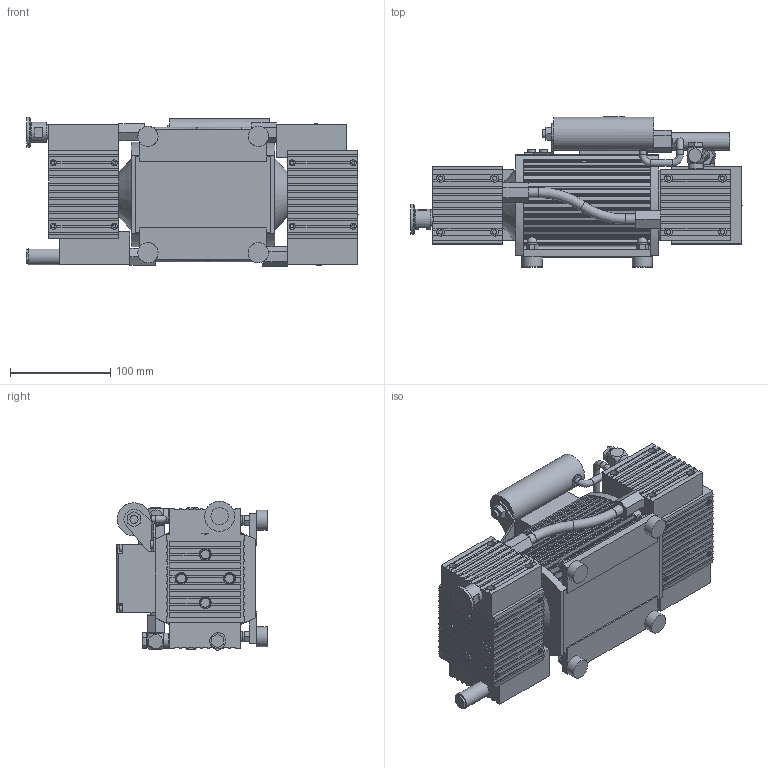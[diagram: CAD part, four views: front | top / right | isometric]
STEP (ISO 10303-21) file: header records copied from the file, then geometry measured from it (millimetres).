
FILE_DESCRIPTION((''),'2;1');
FILE_NAME('PK900618.stp','2010-04-29T11:22:53',('WANGORSCH-V'),(''),'Autodesk Inventor 2009','Autodesk Inventor 2009','');
FILE_SCHEMA(('CONFIG_CONTROL_DESIGN'));
Length unit declared in the file: millimetre
Products named in the file (1): PK900618
Bounding box: 330.7 x 149.43 x 148.91 mm (x, y, z)
Volume: 3226790.2 mm3; surface area: 318385.4 mm2
Topology: 13 solids, 13 shells, 1505 faces, 4053 edges, 2659 vertices
Faces by surface type: plane 1134, cylinder 288, bspline 42, cone 18, torus 17, sphere 6
Full cylindrical faces by diameter (mm): 3.24 x16, 3.3 x2, 4 x8, 4.3 x20, 6 x17, 6.8 x5, 8 x20, 8.4 x1, 9.98 x4, 10 x5, 12 x9, 13.5 x2, 13.601 x2, 14.7 x3, 14.8 x2, 16 x1, 16.992 x1, 17.2 x2, 20 x5, 30 x1, 33 x1, 67.588 x1
Entity records: 45924 total; most frequent: CARTESIAN_POINT 9167, ORIENTED_EDGE 7472, DIRECTION 7455, EDGE_CURVE 3736, VECTOR 2727, LINE 2727, VERTEX_POINT 2547, AXIS2_PLACEMENT_3D 2364
